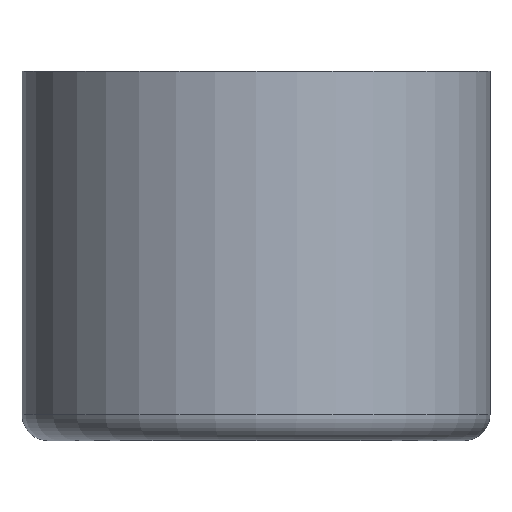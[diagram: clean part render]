
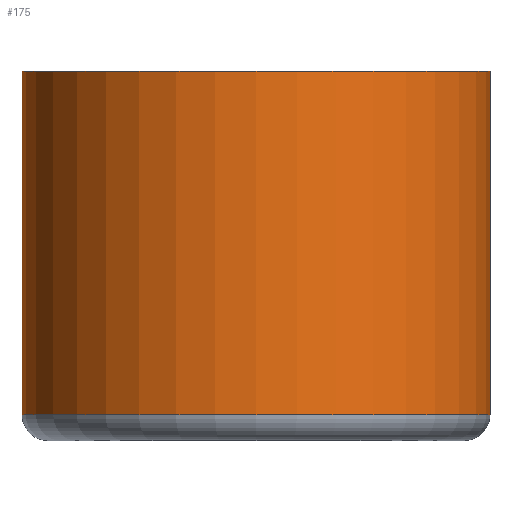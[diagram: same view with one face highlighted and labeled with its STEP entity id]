
A CAD part, front view. The second image highlights one B-rep face of the part: STEP entity #175.
In plain terms, the highlighted cylindrical face has radius 4.5 mm (diameter 9 mm), a full revolution.
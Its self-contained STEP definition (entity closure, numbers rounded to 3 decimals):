
#162 = EDGE_CURVE('',#163,#163,#165,.T.);
#163 = VERTEX_POINT('',#164);
#164 = CARTESIAN_POINT('',(-3.08,-28.79,5.7));
#165 = CIRCLE('',#166,4.5);
#166 = AXIS2_PLACEMENT_3D('',#167,#168,#169);
#167 = CARTESIAN_POINT('',(-7.58,-28.79,5.7));
#168 = DIRECTION('',(0.,0.,1.));
#169 = DIRECTION('',(1.,0.,0.));
#175 = ADVANCED_FACE('',(#176),#194,.T.);
#176 = FACE_BOUND('',#177,.T.);
#177 = EDGE_LOOP('',(#178,#185,#192,#193));
#178 = ORIENTED_EDGE('',*,*,#179,.F.);
#179 = EDGE_CURVE('',#180,#163,#182,.T.);
#180 = VERTEX_POINT('',#181);
#181 = CARTESIAN_POINT('',(-3.08,-28.79,-0.9));
#182 = B_SPLINE_CURVE_WITH_KNOTS('',1,(#183,#184),.UNSPECIFIED.,.F.,.F.,
  (2,2),(-1.4,5.7),.PIECEWISE_BEZIER_KNOTS.);
#183 = CARTESIAN_POINT('',(-3.08,-28.79,-1.4));
#184 = CARTESIAN_POINT('',(-3.08,-28.79,5.7));
#185 = ORIENTED_EDGE('',*,*,#186,.T.);
#186 = EDGE_CURVE('',#180,#180,#187,.T.);
#187 = CIRCLE('',#188,4.5);
#188 = AXIS2_PLACEMENT_3D('',#189,#190,#191);
#189 = CARTESIAN_POINT('',(-7.58,-28.79,-0.9));
#190 = DIRECTION('',(0.,0.,1.));
#191 = DIRECTION('',(1.,0.,0.));
#192 = ORIENTED_EDGE('',*,*,#179,.T.);
#193 = ORIENTED_EDGE('',*,*,#162,.F.);
#194 = CYLINDRICAL_SURFACE('',#195,4.5);
#195 = AXIS2_PLACEMENT_3D('',#196,#197,#198);
#196 = CARTESIAN_POINT('',(-7.58,-28.79,0.));
#197 = DIRECTION('',(0.,0.,1.));
#198 = DIRECTION('',(1.,0.,0.));
